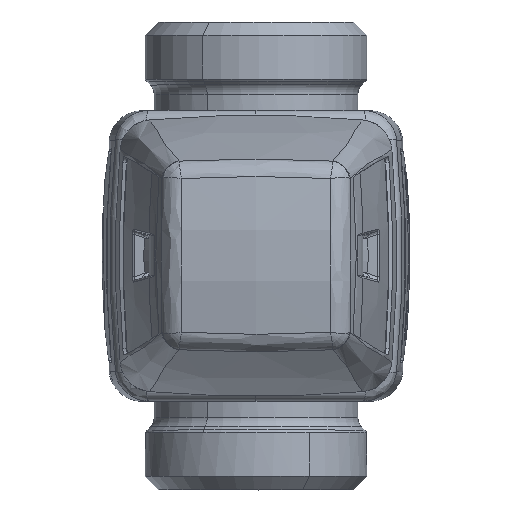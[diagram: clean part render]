
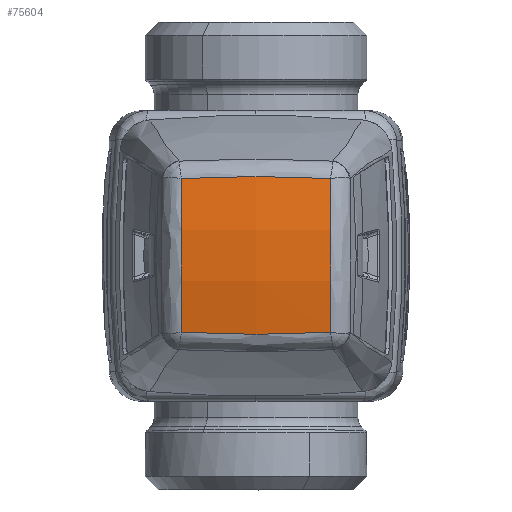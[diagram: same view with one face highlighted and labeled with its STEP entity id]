
A CAD part, top view. The second image highlights one B-rep face of the part: STEP entity #75604.
In plain terms, the highlighted toroidal (fillet/blend) face has major radius 69.5 mm and minor radius 60 mm.
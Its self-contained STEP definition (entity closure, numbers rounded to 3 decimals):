
#72861=CARTESIAN_POINT('Control Point',(11.137,11.51,50.402)) ;
#72862=CARTESIAN_POINT('Control Point',(11.174,8.461,50.997)) ;
#72863=CARTESIAN_POINT('Control Point',(11.199,5.377,51.394)) ;
#72864=CARTESIAN_POINT('Control Point',(11.212,2.275,51.591)) ;
#72865=CARTESIAN_POINT('Control Point',(11.211,-2.363,51.587)) ;
#72866=CARTESIAN_POINT('Control Point',(11.183,-6.975,51.138)) ;
#72867=CARTESIAN_POINT('Control Point',(11.171,-8.494,50.941)) ;
#72868=CARTESIAN_POINT('Control Point',(11.155,-10.006,50.695)) ;
#72869=CARTESIAN_POINT('Control Point',(11.137,-11.51,50.402)) ;
#72870=CARTESIAN_POINT('Vertex',(11.137,-11.51,50.402)) ;
#72872=CARTESIAN_POINT('Vertex',(11.137,11.51,50.402)) ;
#73435=CARTESIAN_POINT('Control Point',(-11.137,11.51,50.402)) ;
#73436=CARTESIAN_POINT('Control Point',(-6.694,11.75,50.741)) ;
#73437=CARTESIAN_POINT('Control Point',(-2.233,11.871,50.911)) ;
#73438=CARTESIAN_POINT('Control Point',(2.233,11.871,50.911)) ;
#73439=CARTESIAN_POINT('Control Point',(6.694,11.75,50.741)) ;
#73440=CARTESIAN_POINT('Control Point',(11.137,11.51,50.402)) ;
#73441=CARTESIAN_POINT('Vertex',(-11.137,11.51,50.402)) ;
#73541=CARTESIAN_POINT('Control Point',(-11.137,-11.51,50.402)) ;
#73542=CARTESIAN_POINT('Control Point',(-11.174,-8.461,50.997)) ;
#73543=CARTESIAN_POINT('Control Point',(-11.199,-5.377,51.394)) ;
#73544=CARTESIAN_POINT('Control Point',(-11.212,-2.274,51.591)) ;
#73545=CARTESIAN_POINT('Control Point',(-11.211,2.363,51.587)) ;
#73546=CARTESIAN_POINT('Control Point',(-11.183,6.975,51.138)) ;
#73547=CARTESIAN_POINT('Control Point',(-11.171,8.494,50.941)) ;
#73548=CARTESIAN_POINT('Control Point',(-11.155,10.006,50.695)) ;
#73549=CARTESIAN_POINT('Control Point',(-11.137,11.51,50.402)) ;
#73550=CARTESIAN_POINT('Vertex',(-11.137,-11.51,50.402)) ;
#74101=CARTESIAN_POINT('Control Point',(11.137,-11.51,50.402)) ;
#74102=CARTESIAN_POINT('Control Point',(6.694,-11.75,50.741)) ;
#74103=CARTESIAN_POINT('Control Point',(2.233,-11.871,50.911)) ;
#74104=CARTESIAN_POINT('Control Point',(-2.233,-11.871,50.911)) ;
#74105=CARTESIAN_POINT('Control Point',(-6.694,-11.75,50.741)) ;
#74106=CARTESIAN_POINT('Control Point',(-11.137,-11.51,50.402)) ;
#75593=CARTESIAN_POINT('Axis2P3D Location',(0.,0.,-77.5)) ;
#75594=DIRECTION('Axis2P3D Direction',(0.,-1.,0.)) ;
#75595=DIRECTION('Axis2P3D XDirection',(-0.479,0.,0.878)) ;
#75596=AXIS2_PLACEMENT_3D('Torus Axis2P3D',#75593,#75594,#75595) ;
#75599=ORIENTED_EDGE('',*,*,#72874,.T.) ;
#75600=ORIENTED_EDGE('',*,*,#73443,.T.) ;
#75601=ORIENTED_EDGE('',*,*,#73552,.T.) ;
#75602=ORIENTED_EDGE('',*,*,#74107,.T.) ;
#75604=ADVANCED_FACE('PartBody',(#75603),#75597,.T.) ;
#72860=B_SPLINE_CURVE_WITH_KNOTS('',5,(#72861,#72862,#72863,#72864,#72865,#72866,#72867,#72868,#72869),.UNSPECIFIED.,.F.,.U.,(6,3,6),(16.061,38.206,49.13),.UNSPECIFIED.) ;
#73434=B_SPLINE_CURVE_WITH_KNOTS('',5,(#73435,#73436,#73437,#73438,#73439,#73440),.UNSPECIFIED.,.F.,.U.,(6,6),(12.397,38.807),.UNSPECIFIED.) ;
#73540=B_SPLINE_CURVE_WITH_KNOTS('',5,(#73541,#73542,#73543,#73544,#73545,#73546,#73547,#73548,#73549),.UNSPECIFIED.,.F.,.U.,(6,3,6),(16.061,38.206,49.13),.UNSPECIFIED.) ;
#74100=B_SPLINE_CURVE_WITH_KNOTS('',5,(#74101,#74102,#74103,#74104,#74105,#74106),.UNSPECIFIED.,.F.,.U.,(6,6),(12.397,38.807),.UNSPECIFIED.) ;
#75597=TOROIDAL_SURFACE('homeo Torus',#75596,69.5,60.) ;
#72874=EDGE_CURVE('',#72871,#72873,#72860,.F.) ;
#73443=EDGE_CURVE('',#72873,#73442,#73434,.F.) ;
#73552=EDGE_CURVE('',#73442,#73551,#73540,.F.) ;
#74107=EDGE_CURVE('',#73551,#72871,#74100,.F.) ;
#75598=EDGE_LOOP('',(#75599,#75600,#75601,#75602)) ;
#75603=FACE_OUTER_BOUND('',#75598,.T.) ;
#72871=VERTEX_POINT('',#72870) ;
#72873=VERTEX_POINT('',#72872) ;
#73442=VERTEX_POINT('',#73441) ;
#73551=VERTEX_POINT('',#73550) ;
